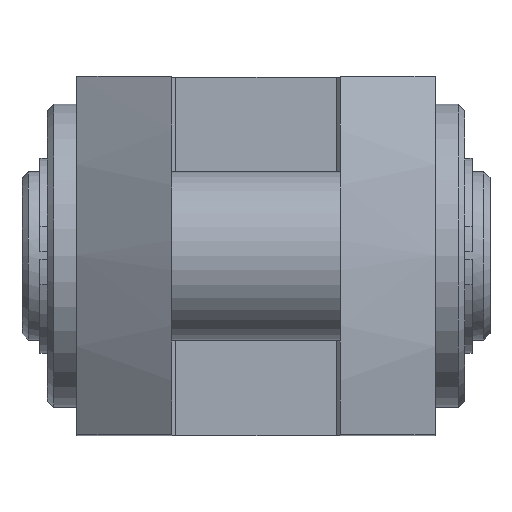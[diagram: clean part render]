
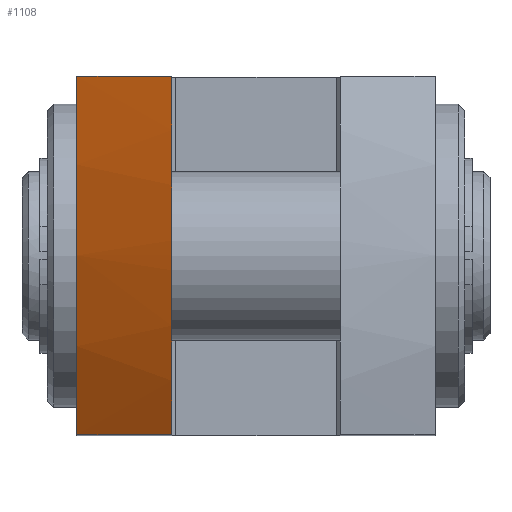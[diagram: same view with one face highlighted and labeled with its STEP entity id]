
A CAD part, top view. The second image highlights one B-rep face of the part: STEP entity #1108.
In plain terms, the highlighted conical face has half-angle 30 degrees and reference radius 122.639 mm.
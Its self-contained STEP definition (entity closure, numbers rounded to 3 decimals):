
#62=CONICAL_SURFACE('',#1242,122.639,0.524);
#75=B_SPLINE_CURVE_WITH_KNOTS('',3,(#1767,#1768,#1769,#1770),
 .UNSPECIFIED.,.F.,.F.,(4,4),(0.156,0.164),
 .UNSPECIFIED.);
#79=B_SPLINE_CURVE_WITH_KNOTS('',3,(#1804,#1805,#1806,#1807),
 .UNSPECIFIED.,.F.,.F.,(4,4),(0.19,0.216),
 .UNSPECIFIED.);
#81=B_SPLINE_CURVE_WITH_KNOTS('',3,(#1813,#1814,#1815,#1816),
 .UNSPECIFIED.,.F.,.F.,(4,4),(0.202,0.228),
 .UNSPECIFIED.);
#306=ORIENTED_EDGE('',*,*,#510,.T.);
#307=ORIENTED_EDGE('',*,*,#541,.T.);
#308=ORIENTED_EDGE('',*,*,#522,.T.);
#309=ORIENTED_EDGE('',*,*,#539,.T.);
#310=ORIENTED_EDGE('',*,*,#512,.T.);
#311=ORIENTED_EDGE('',*,*,#531,.F.);
#510=EDGE_CURVE('',#654,#655,#758,.F.);
#512=EDGE_CURVE('',#657,#656,#759,.F.);
#522=EDGE_CURVE('',#666,#667,#763,.F.);
#531=EDGE_CURVE('',#654,#656,#75,.T.);
#539=EDGE_CURVE('',#667,#657,#79,.T.);
#541=EDGE_CURVE('',#655,#666,#81,.T.);
#654=VERTEX_POINT('',#1703);
#655=VERTEX_POINT('',#1704);
#656=VERTEX_POINT('',#1706);
#657=VERTEX_POINT('',#1708);
#666=VERTEX_POINT('',#1737);
#667=VERTEX_POINT('',#1738);
#758=CIRCLE('',#1207,148.042);
#759=CIRCLE('',#1208,148.042);
#763=CIRCLE('',#1214,135.052);
#848=EDGE_LOOP('',(#306,#307,#308,#309,#310,#311));
#964=FACE_BOUND('',#848,.T.);
#1108=ADVANCED_FACE('',(#964),#62,.T.);
#1207=AXIS2_PLACEMENT_3D('',#1702,#1359,#1360);
#1208=AXIS2_PLACEMENT_3D('',#1707,#1362,#1363);
#1214=AXIS2_PLACEMENT_3D('',#1736,#1379,#1380);
#1242=AXIS2_PLACEMENT_3D('',#1847,#1447,#1448);
#1359=DIRECTION('',(-1.,0.,0.));
#1360=DIRECTION('',(0.,0.,1.));
#1362=DIRECTION('',(-1.,0.,0.));
#1363=DIRECTION('',(0.,0.,1.));
#1379=DIRECTION('',(1.,0.,0.));
#1380=DIRECTION('',(0.,0.,-1.));
#1447=DIRECTION('',(-1.,0.,0.));
#1448=DIRECTION('',(0.,0.,1.));
#1702=CARTESIAN_POINT('',(20.,0.,-84.));
#1703=CARTESIAN_POINT('',(20.,-3.537,64.));
#1704=CARTESIAN_POINT('',(20.,-42.5,57.811));
#1706=CARTESIAN_POINT('',(20.,3.537,64.));
#1707=CARTESIAN_POINT('',(20.,0.,-84.));
#1708=CARTESIAN_POINT('',(20.,42.5,57.811));
#1736=CARTESIAN_POINT('',(42.5,0.,-84.));
#1737=CARTESIAN_POINT('',(42.5,-42.5,44.19));
#1738=CARTESIAN_POINT('',(42.5,42.5,44.19));
#1767=CARTESIAN_POINT('',(20.,-3.537,64.));
#1768=CARTESIAN_POINT('',(20.098,-1.169,64.));
#1769=CARTESIAN_POINT('',(20.097,1.189,64.));
#1770=CARTESIAN_POINT('',(20.,3.537,64.));
#1804=CARTESIAN_POINT('',(42.5,42.5,44.19));
#1805=CARTESIAN_POINT('',(35.01,42.5,48.746));
#1806=CARTESIAN_POINT('',(27.509,42.5,53.285));
#1807=CARTESIAN_POINT('',(20.,42.5,57.811));
#1813=CARTESIAN_POINT('',(20.,-42.5,57.811));
#1814=CARTESIAN_POINT('',(27.509,-42.5,53.285));
#1815=CARTESIAN_POINT('',(35.01,-42.5,48.746));
#1816=CARTESIAN_POINT('',(42.5,-42.5,44.19));
#1847=CARTESIAN_POINT('',(64.,0.,-84.));
